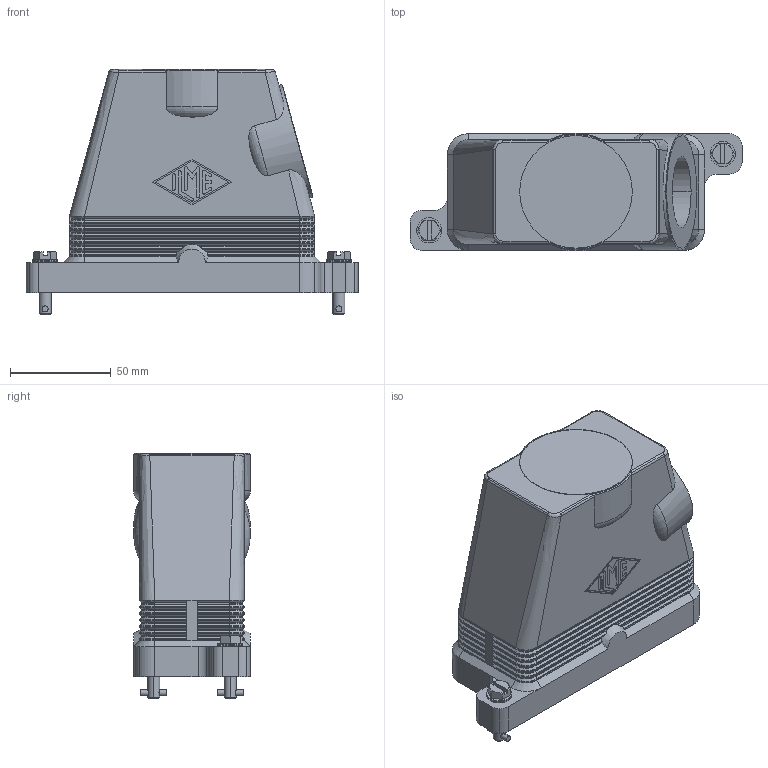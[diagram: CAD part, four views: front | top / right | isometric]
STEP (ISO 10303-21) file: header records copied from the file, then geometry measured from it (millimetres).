
FILE_DESCRIPTION((''),'2;1');
FILE_NAME('CGV 16.29 B.stp','2007-01-11T09:49:43',('gembarski'),(''),'Autodesk Inventor 7','Autodesk Inventor 7','');
FILE_SCHEMA(('AUTOMOTIVE_DESIGN { 1 0 10303 214 1 1 1 1 }'));
Length unit declared in the file: millimetre
Products named in the file (1): CGV 16.29 B
Bounding box: 165 x 58 x 122.2 mm (x, y, z)
Volume: 228049.9 mm3; surface area: 91512.2 mm2
Topology: 3 solids, 5 shells, 779 faces, 1888 edges, 1125 vertices
Faces by surface type: bspline 264, cylinder 203, plane 193, cone 83, torus 36
Entity records: 28852 total; most frequent: CARTESIAN_POINT 11514, ORIENTED_EDGE 3760, DIRECTION 3494, EDGE_CURVE 1880, AXIS2_PLACEMENT_3D 1300, VERTEX_POINT 1125, VECTOR 894, LINE 894
